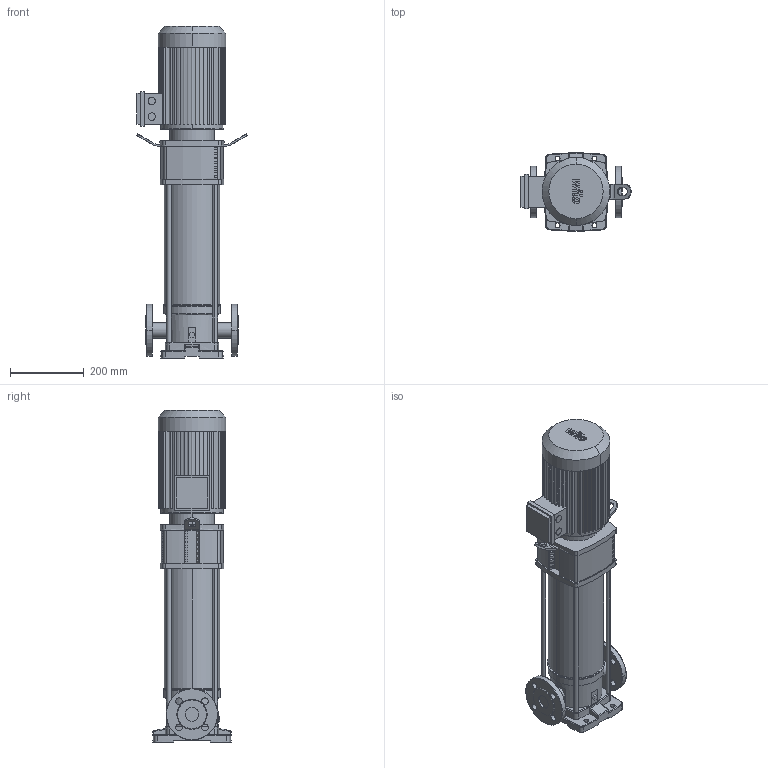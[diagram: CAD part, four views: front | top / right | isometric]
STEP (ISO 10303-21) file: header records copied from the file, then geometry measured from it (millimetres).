
FILE_DESCRIPTION((''),'2;1');
FILE_NAME('3d_HELIXV607-1_25_E_K-4156037.stp','2016-08-24T08:27:51',(''),(''),'Mechanical Desktop 2009','Mechanical Desktop 2009',', , ');
FILE_SCHEMA(('CONFIG_CONTROL_DESIGN'));
Length unit declared in the file: millimetre
Products named in the file (1): Product
Bounding box: 300 x 212 x 899.2 mm (x, y, z)
Volume: 18237348.3 mm3; surface area: 1155733 mm2
Topology: 17 solids, 17 shells, 748 faces, 2044 edges, 1346 vertices
Faces by surface type: plane 307, bspline 238, cylinder 159, torus 24, cone 16, sphere 4
Entity records: 25119 total; most frequent: CARTESIAN_POINT 6132, ORIENTED_EDGE 4076, DIRECTION 3659, EDGE_CURVE 2038, VERTEX_POINT 1343, VECTOR 1319, LINE 1319, AXIS2_PLACEMENT_3D 1170
